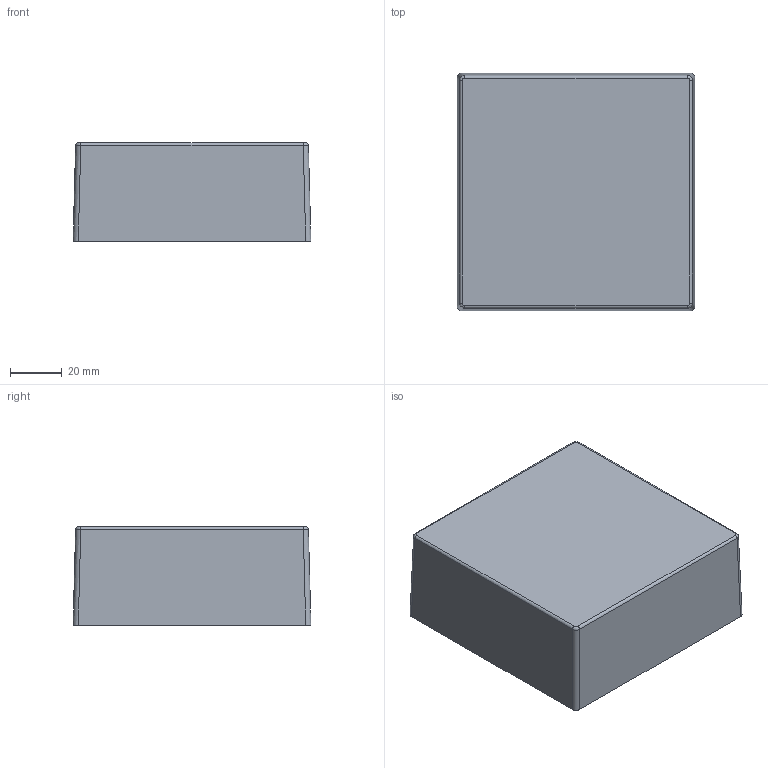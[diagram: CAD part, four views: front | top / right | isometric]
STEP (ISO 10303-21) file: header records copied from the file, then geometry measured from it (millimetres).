
FILE_DESCRIPTION(('FreeCAD Model'),'2;1');
FILE_NAME('1590Y_Box001.step', '2021-03-05T17:08:41',('kicad StepUp'),('ksu MCAD'), 'Open CASCADE STEP processor 7.3','FreeCAD','Unknown');
FILE_SCHEMA(('AUTOMOTIVE_DESIGN { 1 0 10303 214 1 1 1 1 }'));
Length unit declared in the file: millimetre
Products named in the file (1): 1590Y_Box001
Bounding box: 92 x 92 x 38 mm (x, y, z)
Volume: 57163.9 mm3; surface area: 42362 mm2
Topology: 1 solids, 1 shells, 254 faces, 647 edges, 414 vertices
Faces by surface type: plane 136, bspline 62, cylinder 40, sphere 8, torus 4, cone 4
Full cylindrical faces by diameter (mm): 2.642 x4, 3.9 x4
Entity records: 17683 total; most frequent: CARTESIAN_POINT 5606, DIRECTION 1923, LINE 1299, VECTOR 1299, ORIENTED_EDGE 1278, PCURVE 1278, DEFINITIONAL_REPRESENTATION 1278, EDGE_CURVE 639
